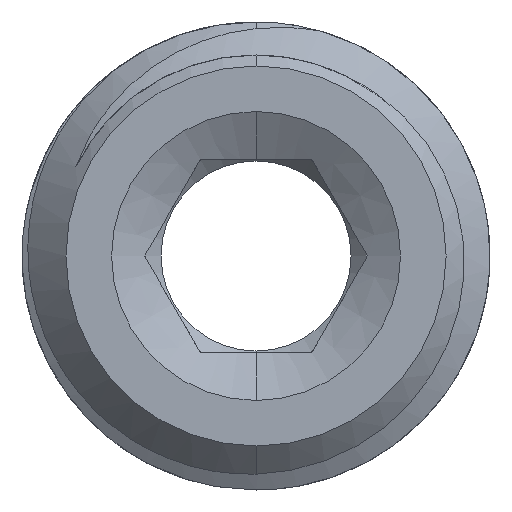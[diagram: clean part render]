
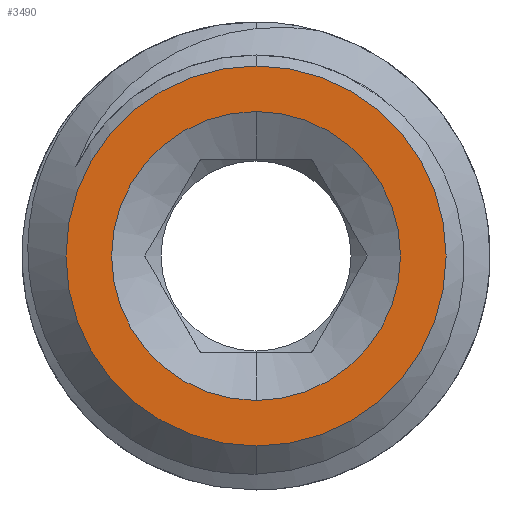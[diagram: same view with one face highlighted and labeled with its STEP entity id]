
A CAD part, left-side view. The second image highlights one B-rep face of the part: STEP entity #3490.
In plain terms, the highlighted planar face has unit normal (-1, 0, 0).
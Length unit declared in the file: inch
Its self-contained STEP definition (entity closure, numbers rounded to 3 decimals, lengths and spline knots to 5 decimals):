
#19 = VERTEX_POINT ( 'NONE', #141 ) ;
#104 = CARTESIAN_POINT ( 'NONE',  ( -0.05485, 0., 0. ) ) ;
#112 = CIRCLE ( 'NONE', #1591, 0.095 ) ;
#124 = DIRECTION ( 'NONE',  ( 1., 0., 0. ) ) ;
#141 = CARTESIAN_POINT ( 'NONE',  ( -0.05485, 0., -0.095 ) ) ;
#240 = AXIS2_PLACEMENT_3D ( 'NONE', #2570, #3293, #4467 ) ;
#257 = CARTESIAN_POINT ( 'NONE',  ( -0.05485, 0., 0. ) ) ;
#272 = DIRECTION ( 'NONE',  ( 0., 0., 1. ) ) ;
#302 = CIRCLE ( 'NONE', #3393, 0.125 ) ;
#541 = VERTEX_POINT ( 'NONE', #3892 ) ;
#567 = EDGE_CURVE ( 'NONE', #2775, #19, #3003, .T. ) ;
#823 = DIRECTION ( 'NONE',  ( 0., 0., 1. ) ) ;
#830 = CARTESIAN_POINT ( 'NONE',  ( -0.05485, 0., 0.095 ) ) ;
#921 = EDGE_CURVE ( 'NONE', #541, #3360, #302, .T. ) ;
#1591 = AXIS2_PLACEMENT_3D ( 'NONE', #257, #4471, #272 ) ;
#1618 = CARTESIAN_POINT ( 'NONE',  ( -0.05485, 0.095, 0. ) ) ;
#1628 = ORIENTED_EDGE ( 'NONE', *, *, #567, .F. ) ;
#1870 = ORIENTED_EDGE ( 'NONE', *, *, #4950, .F. ) ;
#1873 = EDGE_CURVE ( 'NONE', #3360, #541, #2817, .T. ) ;
#2082 = AXIS2_PLACEMENT_3D ( 'NONE', #2762, #3507, #823 ) ;
#2171 = ORIENTED_EDGE ( 'NONE', *, *, #1873, .T. ) ;
#2351 = EDGE_LOOP ( 'NONE', ( #3959, #2171 ) ) ;
#2446 = FACE_OUTER_BOUND ( 'NONE', #2351, .T. ) ;
#2466 = EDGE_LOOP ( 'NONE', ( #1628, #1870 ) ) ;
#2570 = CARTESIAN_POINT ( 'NONE',  ( -0.05485, 0., 0. ) ) ;
#2762 = CARTESIAN_POINT ( 'NONE',  ( -0.05485, 0., 0. ) ) ;
#2775 = VERTEX_POINT ( 'NONE', #830 ) ;
#2817 = CIRCLE ( 'NONE', #240, 0.125 ) ;
#2830 = DIRECTION ( 'NONE',  ( 0., 0., 1. ) ) ;
#2888 = CARTESIAN_POINT ( 'NONE',  ( -0.05485, 0., -0.125 ) ) ;
#3003 = CIRCLE ( 'NONE', #2082, 0.095 ) ;
#3293 = DIRECTION ( 'NONE',  ( -1., 0., 0. ) ) ;
#3360 = VERTEX_POINT ( 'NONE', #2888 ) ;
#3393 = AXIS2_PLACEMENT_3D ( 'NONE', #104, #3601, #2830 ) ;
#3490 = ADVANCED_FACE ( 'NONE', ( #4830, #2446 ), #4722, .F. ) ;
#3507 = DIRECTION ( 'NONE',  ( -1., 0., 0. ) ) ;
#3601 = DIRECTION ( 'NONE',  ( -1., 0., 0. ) ) ;
#3795 = AXIS2_PLACEMENT_3D ( 'NONE', #1618, #124, #4355 ) ;
#3892 = CARTESIAN_POINT ( 'NONE',  ( -0.05485, 0., 0.125 ) ) ;
#3959 = ORIENTED_EDGE ( 'NONE', *, *, #921, .T. ) ;
#4355 = DIRECTION ( 'NONE',  ( 0., 0., -1. ) ) ;
#4467 = DIRECTION ( 'NONE',  ( 0., 0., 1. ) ) ;
#4471 = DIRECTION ( 'NONE',  ( -1., 0., 0. ) ) ;
#4722 = PLANE ( 'NONE',  #3795 ) ;
#4830 = FACE_BOUND ( 'NONE', #2466, .T. ) ;
#4950 = EDGE_CURVE ( 'NONE', #19, #2775, #112, .T. ) ;
